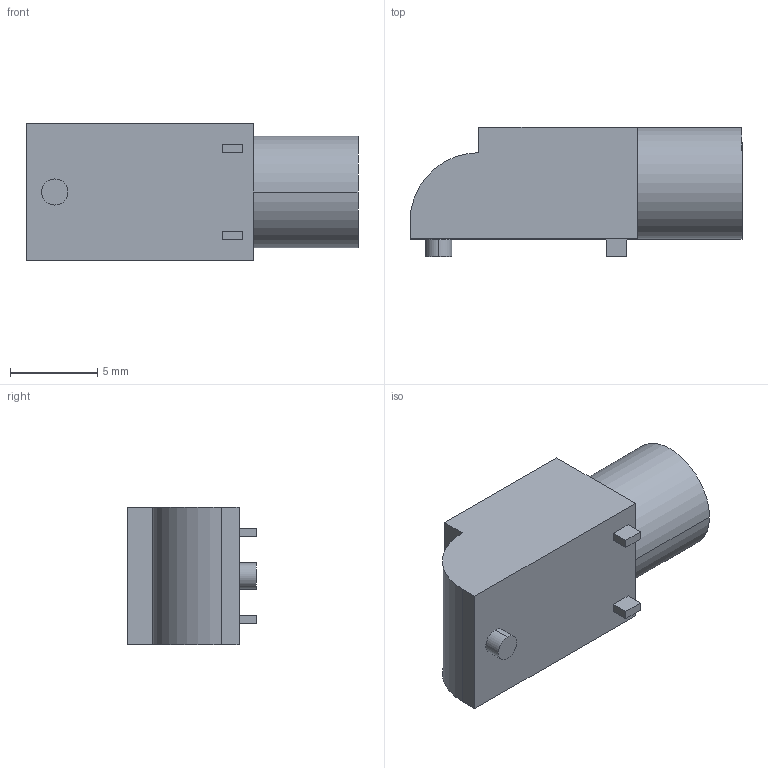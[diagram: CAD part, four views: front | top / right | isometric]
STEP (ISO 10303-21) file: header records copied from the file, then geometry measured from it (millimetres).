
FILE_DESCRIPTION (( 'STEP AP214' ), '1' );
FILE_NAME ('Jack PCB.STEP', '2016-06-06T19:19:40', ( '' ), ( '' ), 'SwSTEP 2.0', 'SolidWorks 2015', '' );
FILE_SCHEMA (( 'AUTOMOTIVE_DESIGN' ));
Length unit declared in the file: millimetre
Products named in the file (2): Jack PCB
Bounding box: 19.05 x 7.4 x 7.9 mm (x, y, z)
Volume: 784.1 mm3; surface area: 575 mm2
Topology: 1 solids, 1 shells, 25 faces, 56 edges, 36 vertices
Faces by surface type: plane 20, cylinder 5
Entity records: 737 total; most frequent: DIRECTION 120, CARTESIAN_POINT 119, ORIENTED_EDGE 112, EDGE_CURVE 56, LINE 46, VECTOR 46, AXIS2_PLACEMENT_3D 37, VERTEX_POINT 36
